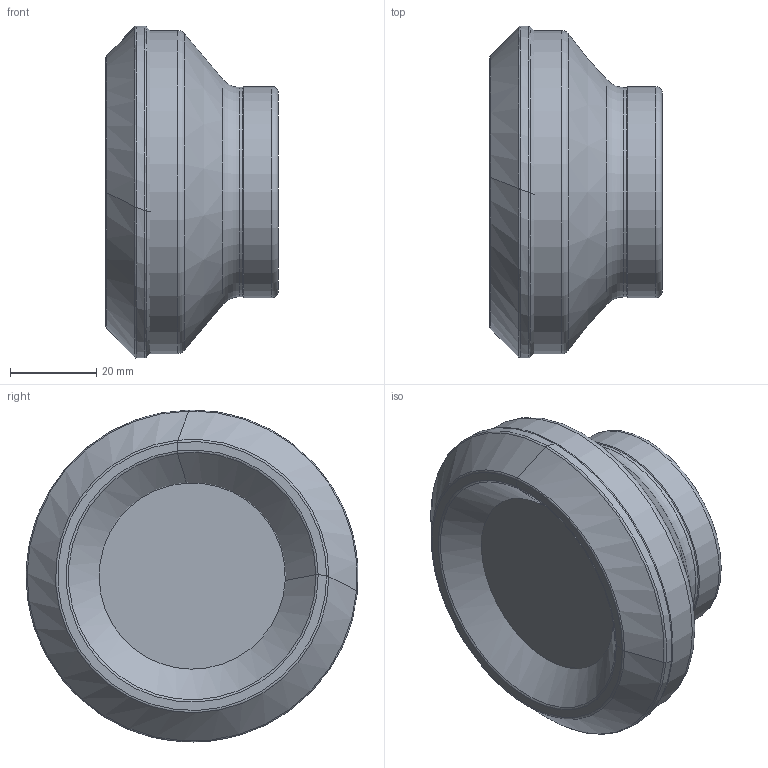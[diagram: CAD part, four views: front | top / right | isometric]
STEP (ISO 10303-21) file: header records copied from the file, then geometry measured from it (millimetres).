
FILE_DESCRIPTION(/* description */ (''),/* implementation_level */ '2;1');
FILE_NAME(/* name */ 'model1.stp',/* time_stamp */ '2023-10-30T12:32:28+03:00',/* author */ (''),/* organization */ (''),/* preprocessor_version */ 'ST-DEVELOPER v19.4',/* originating_system */ 'SIEMENS PLM Software NX2306.3001',/* authorisation */ '');
FILE_SCHEMA (('AUTOMOTIVE_DESIGN { 1 0 10303 214 3 1 1 1 }'));
Length unit declared in the file: millimetre
Products named in the file (1): model1_objects
Bounding box: 40 x 76.95 x 77.02 mm (x, y, z)
Volume: 146273.4 mm3; surface area: 24005.6 mm2
Topology: 2 solids, 2 shells, 53 faces, 103 edges, 52 vertices
Faces by surface type: bspline 32, torus 9, cylinder 4, cone 4, plane 2, revolution 2
Full cylindrical faces by diameter (mm): 48.6 x1, 49 x1, 73 x1, 75 x1
Entity records: 1819 total; most frequent: CARTESIAN_POINT 718, DIRECTION 194, ORIENTED_EDGE 168, AXIS2_PLACEMENT_3D 88, EDGE_CURVE 84, EDGE_LOOP 72, ADVANCED_FACE 53, CIRCLE 52
